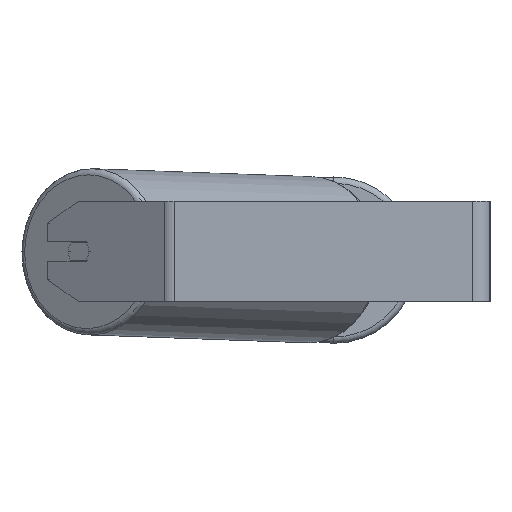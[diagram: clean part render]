
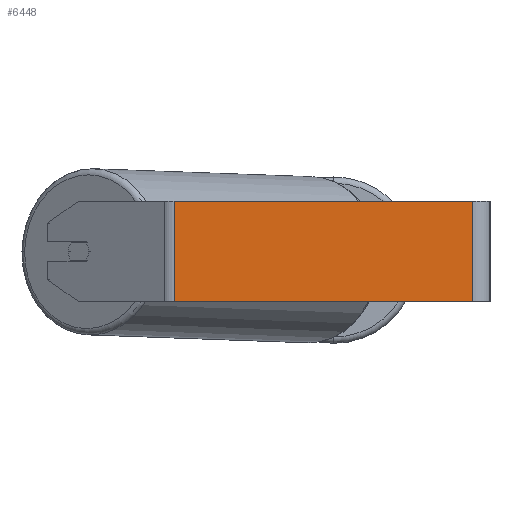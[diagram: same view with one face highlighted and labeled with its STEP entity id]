
A CAD part, left-side view. The second image highlights one B-rep face of the part: STEP entity #6448.
In plain terms, the highlighted planar face has unit normal (-1, 0, 0).
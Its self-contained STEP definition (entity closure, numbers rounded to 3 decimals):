
#339 = CARTESIAN_POINT ( 'NONE',  ( -525., 256.923, -40. ) ) ;
#572 = DIRECTION ( 'NONE',  ( 0., 0., -1. ) ) ;
#632 = CARTESIAN_POINT ( 'NONE',  ( -525., 14., 40. ) ) ;
#762 = DIRECTION ( 'NONE',  ( 0., -1., 0. ) ) ;
#830 = ORIENTED_EDGE ( 'NONE', *, *, #6667, .T. ) ;
#878 = VECTOR ( 'NONE', #572, 1000. ) ;
#1100 = EDGE_LOOP ( 'NONE', ( #830, #6175, #2473, #3442 ) ) ;
#1668 = LINE ( 'NONE', #339, #8662 ) ;
#1711 = DIRECTION ( 'NONE',  ( 0., -1., 0. ) ) ;
#2169 = VECTOR ( 'NONE', #6484, 1000. ) ;
#2250 = CARTESIAN_POINT ( 'NONE',  ( -525., 14., -40. ) ) ;
#2389 = LINE ( 'NONE', #7132, #878 ) ;
#2473 = ORIENTED_EDGE ( 'NONE', *, *, #2699, .F. ) ;
#2560 = PLANE ( 'NONE',  #7535 ) ;
#2699 = EDGE_CURVE ( 'NONE', #7538, #7325, #5574, .T. ) ;
#2893 = CARTESIAN_POINT ( 'NONE',  ( -525., 252.509, 40. ) ) ;
#3194 = DIRECTION ( 'NONE',  ( 1., 0., 0. ) ) ;
#3442 = ORIENTED_EDGE ( 'NONE', *, *, #6813, .T. ) ;
#3879 = EDGE_CURVE ( 'NONE', #7325, #7916, #2389, .T. ) ;
#3928 = LINE ( 'NONE', #7323, #2169 ) ;
#4330 = VERTEX_POINT ( 'NONE', #6666 ) ;
#5168 = DIRECTION ( 'NONE',  ( 0., 0., -1. ) ) ;
#5252 = CARTESIAN_POINT ( 'NONE',  ( -525., 256.923, 40. ) ) ;
#5574 = LINE ( 'NONE', #7660, #7642 ) ;
#6175 = ORIENTED_EDGE ( 'NONE', *, *, #3879, .F. ) ;
#6448 = ADVANCED_FACE ( 'NONE', ( #8535 ), #2560, .F. ) ;
#6484 = DIRECTION ( 'NONE',  ( 0., 0., -1. ) ) ;
#6666 = CARTESIAN_POINT ( 'NONE',  ( -525., 252.509, -40. ) ) ;
#6667 = EDGE_CURVE ( 'NONE', #4330, #7916, #1668, .T. ) ;
#6813 = EDGE_CURVE ( 'NONE', #7538, #4330, #3928, .T. ) ;
#7132 = CARTESIAN_POINT ( 'NONE',  ( -525., 14., 40. ) ) ;
#7323 = CARTESIAN_POINT ( 'NONE',  ( -525., 252.509, 40. ) ) ;
#7325 = VERTEX_POINT ( 'NONE', #632 ) ;
#7535 = AXIS2_PLACEMENT_3D ( 'NONE', #5252, #3194, #5168 ) ;
#7538 = VERTEX_POINT ( 'NONE', #2893 ) ;
#7642 = VECTOR ( 'NONE', #762, 1000. ) ;
#7660 = CARTESIAN_POINT ( 'NONE',  ( -525., 256.923, 40. ) ) ;
#7916 = VERTEX_POINT ( 'NONE', #2250 ) ;
#8535 = FACE_OUTER_BOUND ( 'NONE', #1100, .T. ) ;
#8662 = VECTOR ( 'NONE', #1711, 1000. ) ;
